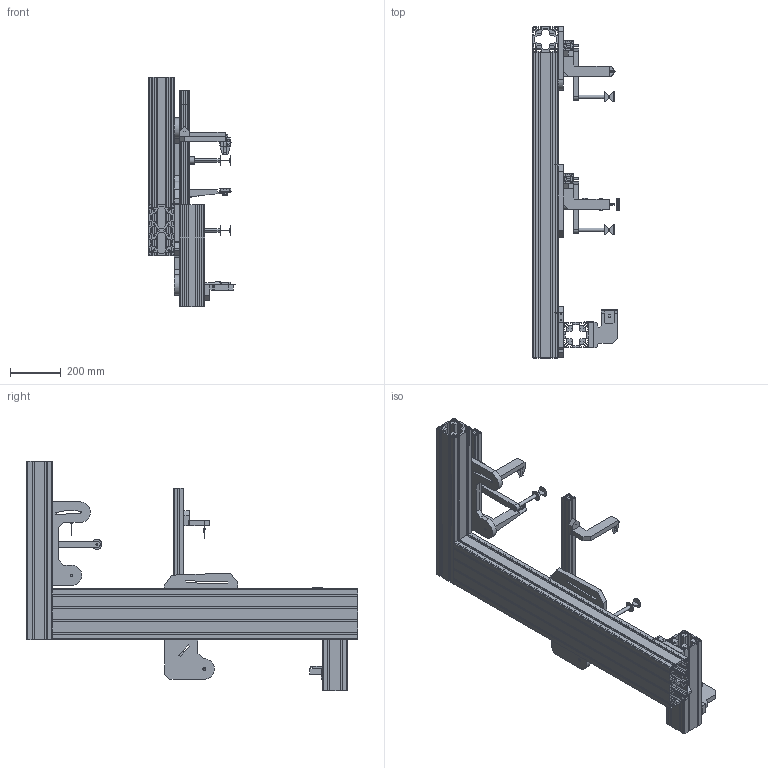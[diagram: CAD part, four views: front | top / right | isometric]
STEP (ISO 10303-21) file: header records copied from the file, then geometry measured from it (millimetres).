
FILE_DESCRIPTION(/* description */ (''),/* implementation_level */ '2;1');
FILE_NAME(/* name */ 'FrameFixture',/* time_stamp */ '2020-10-04T21:39:57+03:00',/* author */ (''),/* organization */ (''),/* preprocessor_version */ 'ST-DEVELOPER v16.5',/* originating_system */ '',/* authorisation */ '');
FILE_SCHEMA (('AUTOMOTIVE_DESIGN'));
Length unit declared in the file: millimetre
Products named in the file (1): Document
Bounding box: 339.75 x 1303 x 900 mm (x, y, z)
Volume: 17073964.8 mm3; surface area: 5765240.4 mm2
Topology: 38 solids, 38 shells, 1680 faces, 4778 edges, 3119 vertices
Faces by surface type: bspline 952, plane 728
Entity records: 54177 total; most frequent: CARTESIAN_POINT 25751, ORIENTED_EDGE 9392, EDGE_CURVE 4696, VERTEX_POINT 3106, B_SPLINE_CURVE_WITH_KNOTS 2584, EDGE_LOOP 1886, ADVANCED_FACE 1680, FACE_OUTER_BOUND 1680
